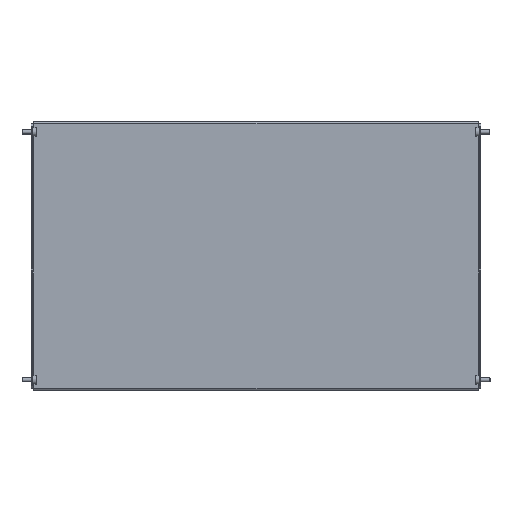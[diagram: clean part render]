
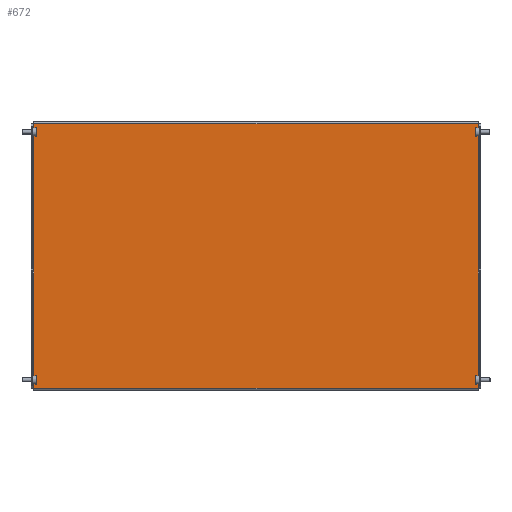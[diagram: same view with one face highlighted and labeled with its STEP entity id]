
A CAD part, top view. The second image highlights one B-rep face of the part: STEP entity #672.
In plain terms, the highlighted planar face has unit normal (0, 0, 1).
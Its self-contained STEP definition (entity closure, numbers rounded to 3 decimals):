
#4 = EDGE_LOOP ( 'NONE', ( #670, #488, #1495, #161 ) ) ;
#74 = VECTOR ( 'NONE', #325, 1000. ) ;
#161 = ORIENTED_EDGE ( 'NONE', *, *, #172, .T. ) ;
#170 = CARTESIAN_POINT ( 'NONE',  ( -246.5, -146.5, 0. ) ) ;
#172 = EDGE_CURVE ( 'NONE', #1582, #1525, #1948, .T. ) ;
#176 = VERTEX_POINT ( 'NONE', #170 ) ;
#183 = LINE ( 'NONE', #195, #1220 ) ;
#195 = CARTESIAN_POINT ( 'NONE',  ( -246.5, -146.5, 0. ) ) ;
#254 = CARTESIAN_POINT ( 'NONE',  ( 246.5, 146.5, 0. ) ) ;
#275 = DIRECTION ( 'NONE',  ( 0., -1., 0. ) ) ;
#325 = DIRECTION ( 'NONE',  ( -1., 0., 0. ) ) ;
#349 = CARTESIAN_POINT ( 'NONE',  ( 246.5, -146.5, 0. ) ) ;
#421 = VECTOR ( 'NONE', #1131, 1000. ) ;
#439 = LINE ( 'NONE', #792, #1328 ) ;
#480 = CARTESIAN_POINT ( 'NONE',  ( 0., 0., 0. ) ) ;
#488 = ORIENTED_EDGE ( 'NONE', *, *, #2150, .T. ) ;
#670 = ORIENTED_EDGE ( 'NONE', *, *, #1044, .T. ) ;
#672 = ADVANCED_FACE ( 'NONE', ( #1608 ), #1412, .T. ) ;
#764 = VERTEX_POINT ( 'NONE', #349 ) ;
#792 = CARTESIAN_POINT ( 'NONE',  ( -246.5, 149., 0. ) ) ;
#1012 = EDGE_CURVE ( 'NONE', #764, #1582, #1181, .T. ) ;
#1026 = DIRECTION ( 'NONE',  ( 1., 0., 0. ) ) ;
#1044 = EDGE_CURVE ( 'NONE', #1525, #176, #439, .T. ) ;
#1049 = CARTESIAN_POINT ( 'NONE',  ( 246.5, 146.5, 0. ) ) ;
#1131 = DIRECTION ( 'NONE',  ( 0., 1., 0. ) ) ;
#1167 = CARTESIAN_POINT ( 'NONE',  ( 246.5, 149., 0. ) ) ;
#1181 = LINE ( 'NONE', #1167, #421 ) ;
#1220 = VECTOR ( 'NONE', #2161, 1000. ) ;
#1325 = AXIS2_PLACEMENT_3D ( 'NONE', #480, #2095, #1026 ) ;
#1328 = VECTOR ( 'NONE', #275, 1000. ) ;
#1412 = PLANE ( 'NONE',  #1325 ) ;
#1495 = ORIENTED_EDGE ( 'NONE', *, *, #1012, .T. ) ;
#1525 = VERTEX_POINT ( 'NONE', #1531 ) ;
#1531 = CARTESIAN_POINT ( 'NONE',  ( -246.5, 146.5, 0. ) ) ;
#1582 = VERTEX_POINT ( 'NONE', #254 ) ;
#1608 = FACE_OUTER_BOUND ( 'NONE', #4, .T. ) ;
#1948 = LINE ( 'NONE', #1049, #74 ) ;
#2095 = DIRECTION ( 'NONE',  ( 0., 0., 1. ) ) ;
#2150 = EDGE_CURVE ( 'NONE', #176, #764, #183, .T. ) ;
#2161 = DIRECTION ( 'NONE',  ( 1., 0., 0. ) ) ;
